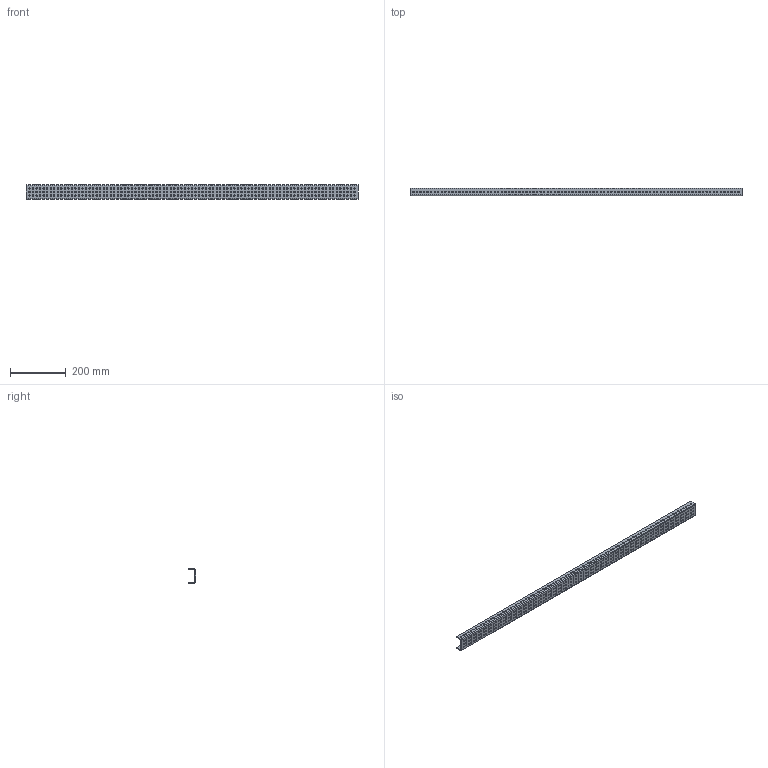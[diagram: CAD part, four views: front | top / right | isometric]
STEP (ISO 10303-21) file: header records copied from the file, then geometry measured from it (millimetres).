
FILE_DESCRIPTION (( 'STEP AP214' ), '1' );
FILE_NAME ('WCP-0932 Rev2.step', '2023-12-22T22:24:20', ( '' ), ( '' ), 'SwSTEP 2.0', 'SolidWorks 2022', '' );
FILE_SCHEMA (( 'AUTOMOTIVE_DESIGN' ));
Length unit declared in the file: inch
Products named in the file (1): WCP-0932 Rev2
Bounding box: 1193.8 x 25.4 x 50.8 mm (x, y, z)
Volume: 239637.5 mm3; surface area: 232176.1 mm2
Topology: 1 solids, 1 shells, 952 faces, 2834 edges, 1884 vertices
Faces by surface type: cylinder 934, plane 18
Entity records: 34998 total; most frequent: DIRECTION 6608, CARTESIAN_POINT 5671, ORIENTED_EDGE 5668, EDGE_CURVE 2834, AXIS2_PLACEMENT_3D 2821, VERTEX_POINT 1884, EDGE_LOOP 1882, CIRCLE 1868
